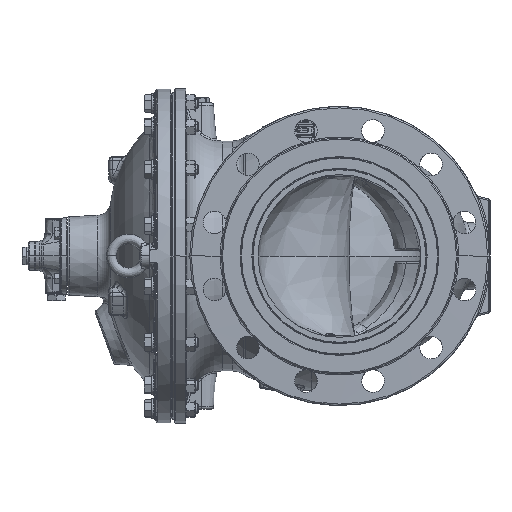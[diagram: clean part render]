
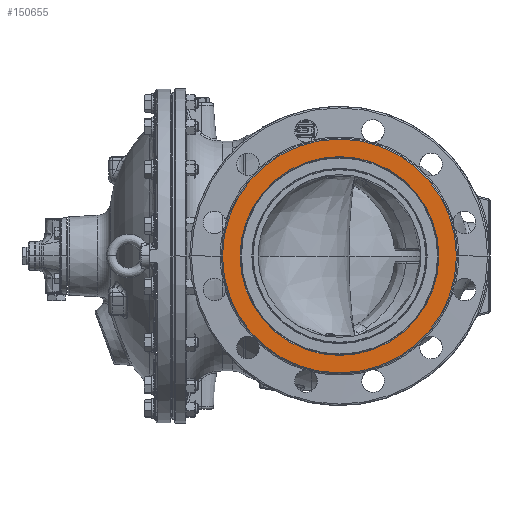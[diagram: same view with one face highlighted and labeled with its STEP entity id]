
A CAD part, left-side view. The second image highlights one B-rep face of the part: STEP entity #150655.
In plain terms, the highlighted planar face has unit normal (-1, 0, 0).
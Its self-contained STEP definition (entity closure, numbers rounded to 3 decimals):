
#3340 = DIRECTION ( 'NONE',  ( 1., 0., 0. ) ) ;
#6148 = VERTEX_POINT ( 'NONE', #243039 ) ;
#7272 = VERTEX_POINT ( 'NONE', #395985 ) ;
#24180 = DIRECTION ( 'NONE',  ( 1., 0., 0. ) ) ;
#29916 = VERTEX_POINT ( 'NONE', #77224 ) ;
#38516 = CIRCLE ( 'NONE', #97655, 144.5 ) ;
#54947 = FACE_BOUND ( 'NONE', #372063, .T. ) ;
#56210 = AXIS2_PLACEMENT_3D ( 'NONE', #188302, #3340, #219094 ) ;
#73968 = CARTESIAN_POINT ( 'NONE',  ( -300., 122.8, 0. ) ) ;
#77224 = CARTESIAN_POINT ( 'NONE',  ( -300., -144.5, 0. ) ) ;
#80374 = DIRECTION ( 'NONE',  ( -1., 0., 0. ) ) ;
#93163 = CIRCLE ( 'NONE', #294643, 122.8 ) ;
#97655 = AXIS2_PLACEMENT_3D ( 'NONE', #158692, #372975, #189613 ) ;
#105058 = DIRECTION ( 'NONE',  ( 0., 0., -1. ) ) ;
#108056 = CARTESIAN_POINT ( 'NONE',  ( -300., 0., -122.8 ) ) ;
#108864 = EDGE_LOOP ( 'NONE', ( #213674, #233139 ) ) ;
#150655 = ADVANCED_FACE ( 'NONE', ( #218864, #54947 ), #346645, .F. ) ;
#158692 = CARTESIAN_POINT ( 'NONE',  ( -300., 0., 0. ) ) ;
#188302 = CARTESIAN_POINT ( 'NONE',  ( -300., 0., 0. ) ) ;
#189613 = DIRECTION ( 'NONE',  ( 0., 0., -1. ) ) ;
#208856 = CARTESIAN_POINT ( 'NONE',  ( -300., 0., 0. ) ) ;
#213674 = ORIENTED_EDGE ( 'NONE', *, *, #239456, .T. ) ;
#218864 = FACE_OUTER_BOUND ( 'NONE', #108864, .T. ) ;
#219094 = DIRECTION ( 'NONE',  ( 0., 0., -1. ) ) ;
#222467 = AXIS2_PLACEMENT_3D ( 'NONE', #264643, #80374, #295428 ) ;
#228554 = EDGE_CURVE ( 'NONE', #29916, #7272, #338117, .T. ) ;
#230980 = EDGE_CURVE ( 'NONE', #6148, #395822, #93163, .T. ) ;
#233139 = ORIENTED_EDGE ( 'NONE', *, *, #228554, .T. ) ;
#238129 = ORIENTED_EDGE ( 'NONE', *, *, #230980, .T. ) ;
#238499 = ORIENTED_EDGE ( 'NONE', *, *, #239388, .T. ) ;
#239388 = EDGE_CURVE ( 'NONE', #395822, #6148, #355850, .T. ) ;
#239456 = EDGE_CURVE ( 'NONE', #7272, #29916, #38516, .T. ) ;
#239567 = DIRECTION ( 'NONE',  ( 0., 0., -1. ) ) ;
#243039 = CARTESIAN_POINT ( 'NONE',  ( -300., 0., 122.8 ) ) ;
#264643 = CARTESIAN_POINT ( 'NONE',  ( -300., 0., 0. ) ) ;
#288998 = DIRECTION ( 'NONE',  ( 1., 0., 0. ) ) ;
#294643 = AXIS2_PLACEMENT_3D ( 'NONE', #208856, #24180, #239567 ) ;
#295428 = DIRECTION ( 'NONE',  ( 0., 0., -1. ) ) ;
#338117 = CIRCLE ( 'NONE', #222467, 144.5 ) ;
#346645 = PLANE ( 'NONE',  #384914 ) ;
#355850 = CIRCLE ( 'NONE', #56210, 122.8 ) ;
#372063 = EDGE_LOOP ( 'NONE', ( #238129, #238499 ) ) ;
#372975 = DIRECTION ( 'NONE',  ( -1., 0., 0. ) ) ;
#384914 = AXIS2_PLACEMENT_3D ( 'NONE', #73968, #288998, #105058 ) ;
#395822 = VERTEX_POINT ( 'NONE', #108056 ) ;
#395985 = CARTESIAN_POINT ( 'NONE',  ( -300., 144.5, 0. ) ) ;
